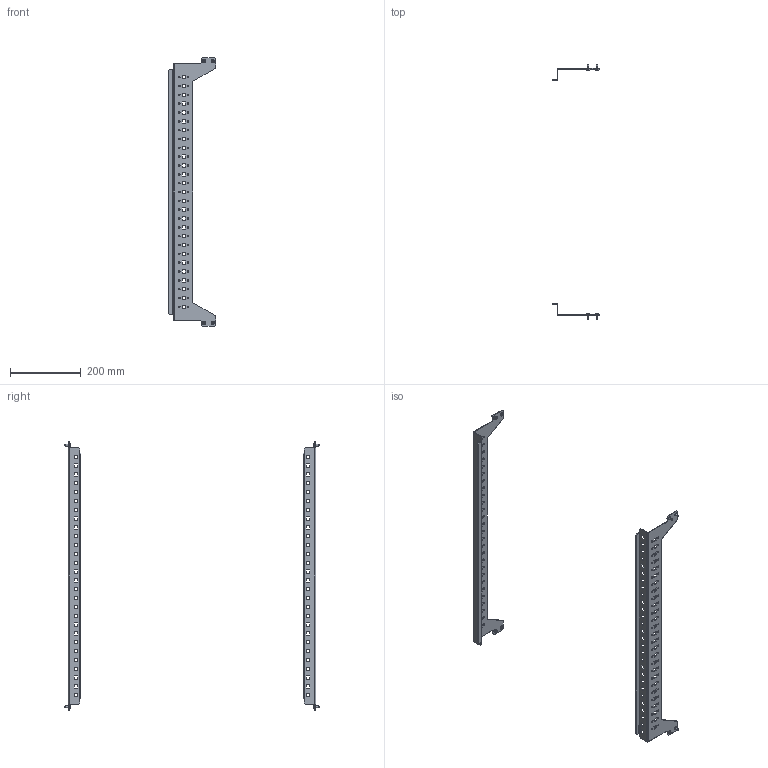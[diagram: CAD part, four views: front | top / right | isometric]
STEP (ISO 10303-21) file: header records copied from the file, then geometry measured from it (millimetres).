
FILE_DESCRIPTION (( 'STEP AP203' ), '1' );
FILE_NAME ('MA1.700.060020.02.00 Êîìïëåêò íàïðàâëÿþùèõ ìîíòàæíîé ïàíåëè Ã800.STEP', '2025-01-09T10:27:06', ( '' ), ( '' ), 'SwSTEP 2.0', 'SolidWorks 2021', '' );
FILE_SCHEMA (( 'CONFIG_CONTROL_DESIGN' ));
Length unit declared in the file: millimetre
Products named in the file (3): Âèíò_ðåçüáîâûäàâëèâàþùèé_Ì5õ12_DIN 7500E_Œ5å12; MA1.700.060020.02.00 Êîìïëåêò íàïðàâëÿþùèõ ìîíòàæíîé ïàíåëè Ã800; MA1.700.060020.02.01 Íàïðàâëÿþùàÿ ìîíòàæíîé ïàíåëè_ƒ=800
Assembly tree (10 placements, depth 2):
  MA1.700.060020.02.00 Êîìïëåêò íàïðàâëÿþùèõ ìîíòàæíîé ïàíåëè Ã800
    MA1.700.060020.02.01 Íàïðàâëÿþùàÿ ìîíòàæíîé ïàíåëè_ƒ=800  x2
    Âèíò_ðåçüáîâûäàâëèâàþùèé_Ì5õ12_DIN 7500E_Œ5å12  x8
Bounding box: 133 x 720 x 761 mm (x, y, z)
Volume: 287625.3 mm3; surface area: 307350.6 mm2
Topology: 10 solids, 10 shells, 768 faces, 2164 edges, 1432 vertices
Faces by surface type: plane 612, cylinder 148, cone 8
Full cylindrical faces by diameter (mm): 4.2 x108, 4.5 x8, 9.5 x8
Entity records: 11963 total; most frequent: CARTESIAN_POINT 1962, ORIENTED_EDGE 1886, DIRECTION 1796, EDGE_CURVE 943, LINE 806, VECTOR 806, VERTEX_POINT 661, EDGE_LOOP 630
